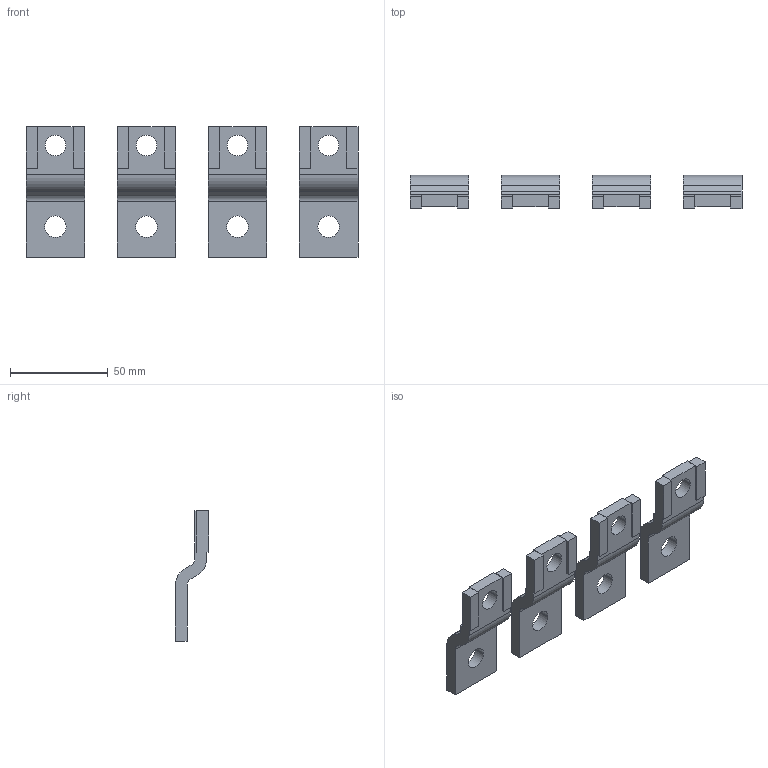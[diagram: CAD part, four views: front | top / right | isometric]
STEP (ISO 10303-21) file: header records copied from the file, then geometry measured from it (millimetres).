
FILE_DESCRIPTION(('CATIA V5 STEP Exchange'),'2;1');
FILE_NAME('1SDH001294R0154_1PA_001_00_A3_4p_EF_inf.stp','2014-12-04T15:44:13+00:00',('none'),('none'),'CATIA Version 5 Release 20 SP 1 (IN-10)','CATIA V5 STEP AP214','none');
FILE_SCHEMA(('AUTOMOTIVE_DESIGN { 1 0 10303 214 1 1 1 1 }'));
Length unit declared in the file: millimetre
Products named in the file (1): 1SDH001294R0154_1PA_001_00_A3_4p_EF_inf
Bounding box: 169.5 x 17 x 66.55 mm (x, y, z)
Volume: 46615.9 mm3; surface area: 22431 mm2
Topology: 4 solids, 4 shells, 128 faces, 352 edges, 232 vertices
Faces by surface type: plane 96, cylinder 32
Entity records: 3607 total; most frequent: ORIENTED_EDGE 704, CARTESIAN_POINT 626, DIRECTION 434, EDGE_CURVE 352, VECTOR 288, LINE 288, VERTEX_POINT 232, EDGE_LOOP 144
